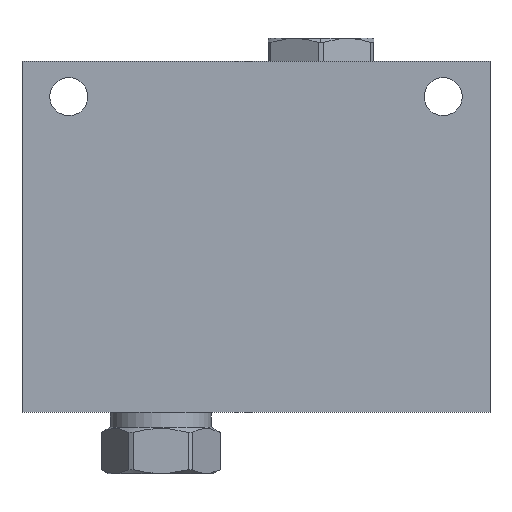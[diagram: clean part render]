
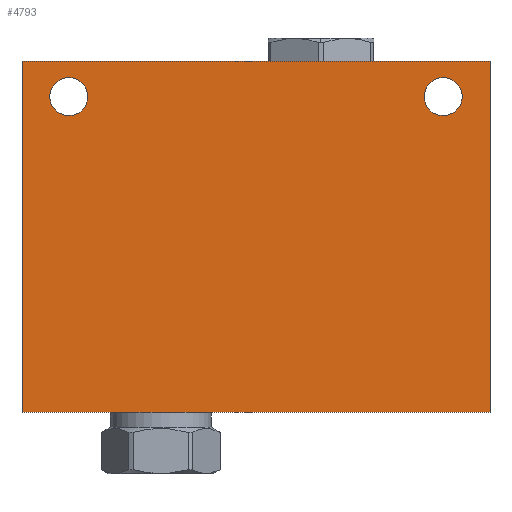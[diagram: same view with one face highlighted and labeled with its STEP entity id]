
A CAD part, front view. The second image highlights one B-rep face of the part: STEP entity #4793.
In plain terms, the highlighted planar face has unit normal (0, -1, 0).
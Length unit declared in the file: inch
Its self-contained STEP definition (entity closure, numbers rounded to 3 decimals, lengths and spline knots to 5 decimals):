
#5=DIRECTION('',(1.,0.,0.));
#6=VECTOR('',#5,5.);
#7=CARTESIAN_POINT('',(0.,-4.,0.));
#8=LINE('',#7,#6);
#105=DIRECTION('',(0.,0.,1.));
#106=VECTOR('',#105,3.75);
#107=CARTESIAN_POINT('',(5.,-4.,0.));
#108=LINE('',#107,#106);
#129=DIRECTION('',(0.,0.,1.));
#130=VECTOR('',#129,3.75);
#131=CARTESIAN_POINT('',(0.,-4.,0.));
#132=LINE('',#131,#130);
#133=CARTESIAN_POINT('',(4.5,-4.,3.375));
#134=DIRECTION('',(0.,1.,0.));
#135=DIRECTION('',(0.,0.,-1.));
#136=AXIS2_PLACEMENT_3D('',#133,#134,#135);
#138=CARTESIAN_POINT('',(4.5,-4.,3.375));
#139=DIRECTION('',(0.,1.,0.));
#140=DIRECTION('',(0.,0.,1.));
#141=AXIS2_PLACEMENT_3D('',#138,#139,#140);
#143=CARTESIAN_POINT('',(0.5,-4.,3.375));
#144=DIRECTION('',(0.,1.,0.));
#145=DIRECTION('',(0.,0.,-1.));
#146=AXIS2_PLACEMENT_3D('',#143,#144,#145);
#148=CARTESIAN_POINT('',(0.5,-4.,3.375));
#149=DIRECTION('',(0.,1.,0.));
#150=DIRECTION('',(0.,0.,1.));
#151=AXIS2_PLACEMENT_3D('',#148,#149,#150);
#165=DIRECTION('',(1.,0.,0.));
#166=VECTOR('',#165,5.);
#167=CARTESIAN_POINT('',(0.,-4.,3.75));
#168=LINE('',#167,#166);
#4129=CARTESIAN_POINT('',(0.,-4.,0.));
#4131=VERTEX_POINT('',#4129);
#4132=CARTESIAN_POINT('',(5.,-4.,0.));
#4133=VERTEX_POINT('',#4132);
#4137=CARTESIAN_POINT('',(0.,-4.,3.75));
#4139=VERTEX_POINT('',#4137);
#4140=CARTESIAN_POINT('',(5.,-4.,3.75));
#4141=VERTEX_POINT('',#4140);
#4456=CARTESIAN_POINT('',(4.5,-4.,3.172));
#4457=CARTESIAN_POINT('',(4.5,-4.,3.578));
#4458=VERTEX_POINT('',#4456);
#4459=VERTEX_POINT('',#4457);
#4464=CARTESIAN_POINT('',(0.5,-4.,3.172));
#4465=CARTESIAN_POINT('',(0.5,-4.,3.578));
#4466=VERTEX_POINT('',#4464);
#4467=VERTEX_POINT('',#4465);
#4769=CARTESIAN_POINT('',(0.,-4.,0.));
#4770=DIRECTION('',(0.,-1.,0.));
#4771=DIRECTION('',(1.,0.,0.));
#4772=AXIS2_PLACEMENT_3D('',#4769,#4770,#4771);
#4773=PLANE('',#4772);
#4774=ORIENTED_EDGE('',*,*,#4657,.F.);
#4775=ORIENTED_EDGE('',*,*,#4688,.T.);
#4777=ORIENTED_EDGE('',*,*,#4776,.T.);
#4778=ORIENTED_EDGE('',*,*,#4749,.F.);
#4779=EDGE_LOOP('',(#4774,#4775,#4777,#4778));
#4780=FACE_OUTER_BOUND('',#4779,.F.);
#4782=ORIENTED_EDGE('',*,*,#4781,.F.);
#4784=ORIENTED_EDGE('',*,*,#4783,.F.);
#4785=EDGE_LOOP('',(#4782,#4784));
#4786=FACE_BOUND('',#4785,.F.);
#4788=ORIENTED_EDGE('',*,*,#4787,.F.);
#4790=ORIENTED_EDGE('',*,*,#4789,.F.);
#4791=EDGE_LOOP('',(#4788,#4790));
#4792=FACE_BOUND('',#4791,.F.);
#4793=ADVANCED_FACE('',(#4780,#4786,#4792),#4773,.T.);
#137=CIRCLE('',#136,0.203);
#142=CIRCLE('',#141,0.203);
#147=CIRCLE('',#146,0.203);
#152=CIRCLE('',#151,0.203);
#4657=EDGE_CURVE('',#4131,#4133,#8,.T.);
#4688=EDGE_CURVE('',#4131,#4139,#132,.T.);
#4749=EDGE_CURVE('',#4133,#4141,#108,.T.);
#4776=EDGE_CURVE('',#4139,#4141,#168,.T.);
#4781=EDGE_CURVE('',#4458,#4459,#137,.T.);
#4783=EDGE_CURVE('',#4459,#4458,#142,.T.);
#4787=EDGE_CURVE('',#4466,#4467,#147,.T.);
#4789=EDGE_CURVE('',#4467,#4466,#152,.T.);
